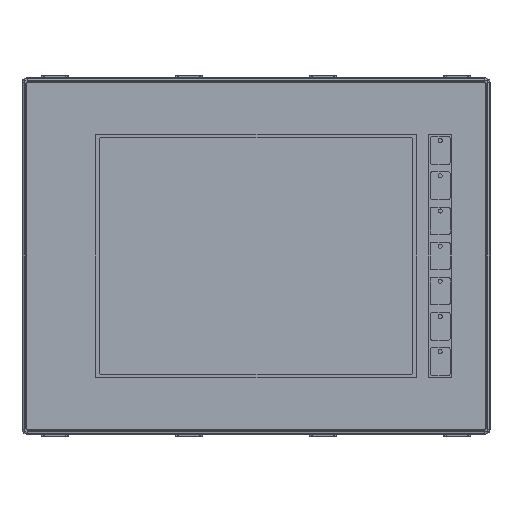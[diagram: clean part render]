
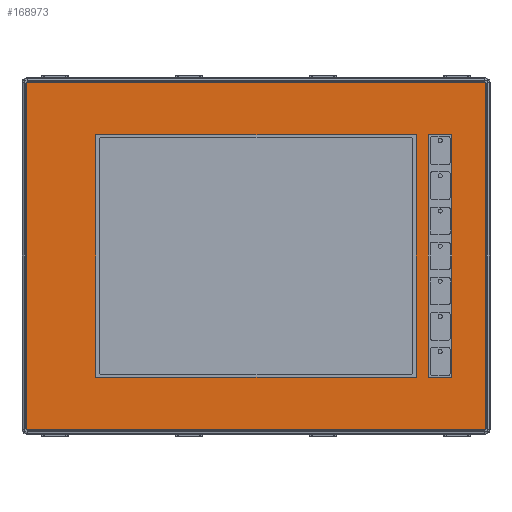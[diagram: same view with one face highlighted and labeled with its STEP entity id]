
A CAD part, front view. The second image highlights one B-rep face of the part: STEP entity #168973.
In plain terms, the highlighted planar face has unit normal (0, -1, 0).
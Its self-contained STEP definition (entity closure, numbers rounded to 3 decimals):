
#1457 = ORIENTED_EDGE ( 'NONE', *, *, #70572, .T. ) ;
#3795 = CARTESIAN_POINT ( 'NONE',  ( -4.21, -1.176, -2.516 ) ) ;
#4040 = DIRECTION ( 'NONE',  ( 0., 0., 1. ) ) ;
#4130 = CARTESIAN_POINT ( 'NONE',  ( -4.21, -1.176, -2.492 ) ) ;
#5262 = DIRECTION ( 'NONE',  ( 0., 0., 1. ) ) ;
#5905 = EDGE_CURVE ( 'NONE', #33655, #128758, #192932, .T. ) ;
#6450 = CARTESIAN_POINT ( 'NONE',  ( 8.05, -1.176, -2.492 ) ) ;
#10182 = DIRECTION ( 'NONE',  ( 0., -1., 0. ) ) ;
#12359 = DIRECTION ( 'NONE',  ( -1., 0., 0. ) ) ;
#12505 = LINE ( 'NONE', #170947, #183161 ) ;
#17011 = ORIENTED_EDGE ( 'NONE', *, *, #142128, .T. ) ;
#19845 = CARTESIAN_POINT ( 'NONE',  ( 6.519, -1.176, -1.118 ) ) ;
#20659 = CARTESIAN_POINT ( 'NONE',  ( 8.027, -1.176, 6.752 ) ) ;
#20724 = DIRECTION ( 'NONE',  ( 1., 0., 0. ) ) ;
#20939 = CARTESIAN_POINT ( 'NONE',  ( 8.027, -1.176, -2.516 ) ) ;
#21785 = ORIENTED_EDGE ( 'NONE', *, *, #27742, .F. ) ;
#23142 = EDGE_CURVE ( 'NONE', #25656, #128960, #204217, .T. ) ;
#25131 = DIRECTION ( 'NONE',  ( -1., 0., 0. ) ) ;
#25479 = EDGE_CURVE ( 'NONE', #68244, #202939, #83404, .T. ) ;
#25656 = VERTEX_POINT ( 'NONE', #26401 ) ;
#26401 = CARTESIAN_POINT ( 'NONE',  ( -4.233, -1.176, -2.492 ) ) ;
#26852 = ORIENTED_EDGE ( 'NONE', *, *, #23142, .T. ) ;
#27742 = EDGE_CURVE ( 'NONE', #47632, #212710, #12505, .T. ) ;
#28792 = EDGE_CURVE ( 'NONE', #123461, #25656, #170128, .T. ) ;
#30619 = DIRECTION ( 'NONE',  ( 0., 0., -1. ) ) ;
#33655 = VERTEX_POINT ( 'NONE', #34638 ) ;
#34638 = CARTESIAN_POINT ( 'NONE',  ( 6.519, -1.176, -1.118 ) ) ;
#37067 = VERTEX_POINT ( 'NONE', #134747 ) ;
#37326 = DIRECTION ( 'NONE',  ( 1., 0., 0. ) ) ;
#38367 = ORIENTED_EDGE ( 'NONE', *, *, #107603, .T. ) ;
#39301 = DIRECTION ( 'NONE',  ( 0., 0., -1. ) ) ;
#39876 = DIRECTION ( 'NONE',  ( 0., -1., 0. ) ) ;
#40335 = LINE ( 'NONE', #105038, #79080 ) ;
#40650 = EDGE_CURVE ( 'NONE', #126621, #163236, #148118, .T. ) ;
#47632 = VERTEX_POINT ( 'NONE', #180889 ) ;
#48313 = PLANE ( 'NONE',  #95143 ) ;
#51500 = ORIENTED_EDGE ( 'NONE', *, *, #176856, .F. ) ;
#56851 = EDGE_LOOP ( 'NONE', ( #69977, #174247, #26852, #98923, #202884, #17011, #158040, #170265 ) ) ;
#57383 = ORIENTED_EDGE ( 'NONE', *, *, #61414, .F. ) ;
#58207 = CARTESIAN_POINT ( 'NONE',  ( -4.21, -1.176, 6.776 ) ) ;
#61414 = EDGE_CURVE ( 'NONE', #128758, #47632, #115774, .T. ) ;
#64919 = DIRECTION ( 'NONE',  ( 1., 0., 0. ) ) ;
#67106 = CARTESIAN_POINT ( 'NONE',  ( -2.375, -1.176, 5.378 ) ) ;
#68244 = VERTEX_POINT ( 'NONE', #109205 ) ;
#69977 = ORIENTED_EDGE ( 'NONE', *, *, #105682, .T. ) ;
#70572 = EDGE_CURVE ( 'NONE', #37067, #184320, #140143, .T. ) ;
#75757 = CARTESIAN_POINT ( 'NONE',  ( 7.149, -1.176, -1.118 ) ) ;
#79080 = VECTOR ( 'NONE', #39301, 39.37 ) ;
#80470 = ORIENTED_EDGE ( 'NONE', *, *, #163965, .F. ) ;
#80609 = AXIS2_PLACEMENT_3D ( 'NONE', #20659, #136224, #37326 ) ;
#81344 = CARTESIAN_POINT ( 'NONE',  ( 6.519, -1.176, 5.378 ) ) ;
#82101 = CARTESIAN_POINT ( 'NONE',  ( -4.21, -1.176, -2.516 ) ) ;
#83404 = CIRCLE ( 'NONE', #80609, 0.024 ) ;
#83480 = DIRECTION ( 'NONE',  ( 0., 0., -1. ) ) ;
#84039 = VECTOR ( 'NONE', #127070, 39.37 ) ;
#85141 = EDGE_LOOP ( 'NONE', ( #38367, #1457, #80470, #98883 ) ) ;
#85627 = AXIS2_PLACEMENT_3D ( 'NONE', #4130, #119753, #20724 ) ;
#86426 = CARTESIAN_POINT ( 'NONE',  ( 8.05, -1.176, -2.492 ) ) ;
#88584 = DIRECTION ( 'NONE',  ( -1., 0., 0. ) ) ;
#89009 = FACE_BOUND ( 'NONE', #85141, .T. ) ;
#89250 = LINE ( 'NONE', #143665, #84039 ) ;
#95143 = AXIS2_PLACEMENT_3D ( 'NONE', #213149, #163949, #64919 ) ;
#96276 = VECTOR ( 'NONE', #12359, 39.37 ) ;
#97475 = VECTOR ( 'NONE', #25131, 39.37 ) ;
#98135 = EDGE_CURVE ( 'NONE', #200223, #183553, #89250, .T. ) ;
#98883 = ORIENTED_EDGE ( 'NONE', *, *, #98135, .F. ) ;
#98923 = ORIENTED_EDGE ( 'NONE', *, *, #105451, .T. ) ;
#103444 = CARTESIAN_POINT ( 'NONE',  ( -4.233, -1.176, 6.752 ) ) ;
#105038 = CARTESIAN_POINT ( 'NONE',  ( 6.192, -1.176, 5.388 ) ) ;
#105451 = EDGE_CURVE ( 'NONE', #128960, #126621, #180868, .T. ) ;
#105682 = EDGE_CURVE ( 'NONE', #177739, #123461, #144536, .T. ) ;
#107533 = DIRECTION ( 'NONE',  ( 0., 0., -1. ) ) ;
#107603 = EDGE_CURVE ( 'NONE', #200223, #37067, #40335, .T. ) ;
#109205 = CARTESIAN_POINT ( 'NONE',  ( 8.05, -1.176, 6.752 ) ) ;
#109248 = CARTESIAN_POINT ( 'NONE',  ( -4.21, -1.176, 6.752 ) ) ;
#111653 = ORIENTED_EDGE ( 'NONE', *, *, #5905, .F. ) ;
#115774 = LINE ( 'NONE', #153406, #149288 ) ;
#119753 = DIRECTION ( 'NONE',  ( 0., -1., 0. ) ) ;
#123461 = VERTEX_POINT ( 'NONE', #103444 ) ;
#123550 = LINE ( 'NONE', #212037, #206326 ) ;
#125799 = DIRECTION ( 'NONE',  ( 1., 0., 0. ) ) ;
#126621 = VERTEX_POINT ( 'NONE', #20939 ) ;
#127070 = DIRECTION ( 'NONE',  ( -1., 0., 0. ) ) ;
#128758 = VERTEX_POINT ( 'NONE', #75757 ) ;
#128960 = VERTEX_POINT ( 'NONE', #82101 ) ;
#129990 = VECTOR ( 'NONE', #4040, 39.37 ) ;
#132831 = EDGE_LOOP ( 'NONE', ( #21785, #57383, #111653, #51500 ) ) ;
#134747 = CARTESIAN_POINT ( 'NONE',  ( 6.192, -1.176, -1.118 ) ) ;
#135391 = DIRECTION ( 'NONE',  ( 1., 0., 0. ) ) ;
#136224 = DIRECTION ( 'NONE',  ( 0., -1., 0. ) ) ;
#136861 = VECTOR ( 'NONE', #152602, 39.37 ) ;
#138061 = FACE_OUTER_BOUND ( 'NONE', #56851, .T. ) ;
#138810 = CARTESIAN_POINT ( 'NONE',  ( 8.027, -1.176, -2.492 ) ) ;
#140143 = LINE ( 'NONE', #210426, #96276 ) ;
#141366 = LINE ( 'NONE', #156600, #97475 ) ;
#142128 = EDGE_CURVE ( 'NONE', #163236, #68244, #174024, .T. ) ;
#143665 = CARTESIAN_POINT ( 'NONE',  ( 6.192, -1.176, 5.378 ) ) ;
#144536 = CIRCLE ( 'NONE', #175741, 0.024 ) ;
#148118 = CIRCLE ( 'NONE', #203549, 0.024 ) ;
#149170 = CARTESIAN_POINT ( 'NONE',  ( 6.519, -1.176, 0.1 ) ) ;
#149288 = VECTOR ( 'NONE', #5262, 39.37 ) ;
#152036 = EDGE_CURVE ( 'NONE', #202939, #177739, #141366, .T. ) ;
#152602 = DIRECTION ( 'NONE',  ( 1., 0., 0. ) ) ;
#153406 = CARTESIAN_POINT ( 'NONE',  ( 7.149, -1.176, 0.1 ) ) ;
#154113 = VECTOR ( 'NONE', #135391, 39.37 ) ;
#155467 = DIRECTION ( 'NONE',  ( 1., 0., 0. ) ) ;
#156372 = CARTESIAN_POINT ( 'NONE',  ( -2.375, -1.176, -1.118 ) ) ;
#156600 = CARTESIAN_POINT ( 'NONE',  ( 8.027, -1.176, 6.776 ) ) ;
#156795 = CARTESIAN_POINT ( 'NONE',  ( 6.192, -1.176, 5.378 ) ) ;
#157339 = CARTESIAN_POINT ( 'NONE',  ( -4.233, -1.176, 6.752 ) ) ;
#158040 = ORIENTED_EDGE ( 'NONE', *, *, #25479, .T. ) ;
#159515 = LINE ( 'NONE', #149170, #198308 ) ;
#163236 = VERTEX_POINT ( 'NONE', #6450 ) ;
#163949 = DIRECTION ( 'NONE',  ( 0., 1., 0. ) ) ;
#163965 = EDGE_CURVE ( 'NONE', #183553, #184320, #123550, .T. ) ;
#164905 = VECTOR ( 'NONE', #107533, 39.37 ) ;
#168973 = ADVANCED_FACE ( 'NONE', ( #89009, #182064, #138061 ), #48313, .F. ) ;
#170128 = LINE ( 'NONE', #157339, #164905 ) ;
#170265 = ORIENTED_EDGE ( 'NONE', *, *, #152036, .T. ) ;
#170947 = CARTESIAN_POINT ( 'NONE',  ( 7.149, -1.176, 5.378 ) ) ;
#174024 = LINE ( 'NONE', #86426, #129990 ) ;
#174247 = ORIENTED_EDGE ( 'NONE', *, *, #28792, .T. ) ;
#175741 = AXIS2_PLACEMENT_3D ( 'NONE', #109248, #10182, #125799 ) ;
#176856 = EDGE_CURVE ( 'NONE', #212710, #33655, #159515, .T. ) ;
#177739 = VERTEX_POINT ( 'NONE', #58207 ) ;
#180868 = LINE ( 'NONE', #3795, #136861 ) ;
#180889 = CARTESIAN_POINT ( 'NONE',  ( 7.149, -1.176, 5.378 ) ) ;
#182064 = FACE_BOUND ( 'NONE', #132831, .T. ) ;
#182783 = CARTESIAN_POINT ( 'NONE',  ( 8.027, -1.176, 6.776 ) ) ;
#183161 = VECTOR ( 'NONE', #88584, 39.37 ) ;
#183553 = VERTEX_POINT ( 'NONE', #67106 ) ;
#184320 = VERTEX_POINT ( 'NONE', #156372 ) ;
#192932 = LINE ( 'NONE', #19845, #154113 ) ;
#198308 = VECTOR ( 'NONE', #83480, 39.37 ) ;
#200223 = VERTEX_POINT ( 'NONE', #156795 ) ;
#202884 = ORIENTED_EDGE ( 'NONE', *, *, #40650, .T. ) ;
#202939 = VERTEX_POINT ( 'NONE', #182783 ) ;
#203549 = AXIS2_PLACEMENT_3D ( 'NONE', #138810, #39876, #155467 ) ;
#204217 = CIRCLE ( 'NONE', #85627, 0.024 ) ;
#206326 = VECTOR ( 'NONE', #30619, 39.37 ) ;
#210426 = CARTESIAN_POINT ( 'NONE',  ( 6.192, -1.176, -1.118 ) ) ;
#212037 = CARTESIAN_POINT ( 'NONE',  ( -2.375, -1.176, 5.388 ) ) ;
#212710 = VERTEX_POINT ( 'NONE', #81344 ) ;
#213149 = CARTESIAN_POINT ( 'NONE',  ( -1.218, -1.176, 0.1 ) ) ;
